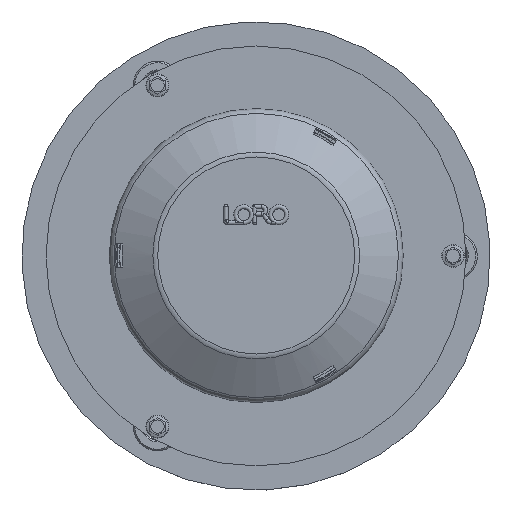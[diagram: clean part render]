
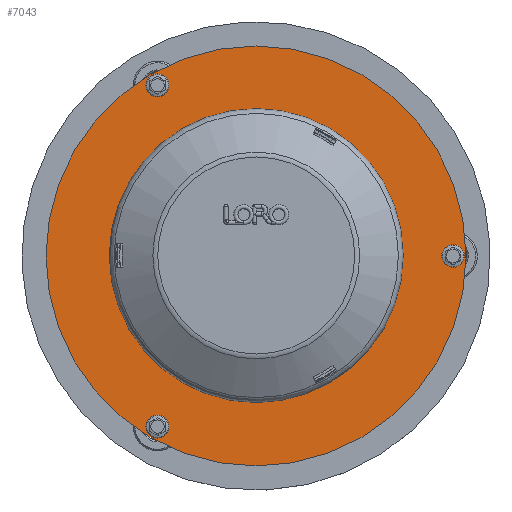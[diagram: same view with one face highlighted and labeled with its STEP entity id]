
A CAD part, top view. The second image highlights one B-rep face of the part: STEP entity #7043.
In plain terms, the highlighted planar face has unit normal (0, 0, 1).
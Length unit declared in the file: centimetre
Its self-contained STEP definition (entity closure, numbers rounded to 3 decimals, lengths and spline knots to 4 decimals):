
#161=FACE_BOUND('',#1202,.T.);
#162=FACE_BOUND('',#1203,.T.);
#163=FACE_BOUND('',#1204,.T.);
#164=FACE_BOUND('',#1205,.T.);
#337=PLANE('',#9099);
#736=FACE_OUTER_BOUND('',#1201,.T.);
#1201=EDGE_LOOP('',(#4617));
#1202=EDGE_LOOP('',(#4618));
#1203=EDGE_LOOP('',(#4619));
#1204=EDGE_LOOP('',(#4620));
#1205=EDGE_LOOP('',(#4621));
#1807=CIRCLE('',#9100,130.);
#1808=CIRCLE('',#9101,84.5);
#1809=CIRCLE('',#9102,4.);
#1810=CIRCLE('',#9103,4.);
#1811=CIRCLE('',#9104,4.);
#2311=VERTEX_POINT('',#12926);
#2312=VERTEX_POINT('',#12928);
#2313=VERTEX_POINT('',#12930);
#2314=VERTEX_POINT('',#12932);
#2315=VERTEX_POINT('',#12934);
#3210=EDGE_CURVE('',#2311,#2311,#1807,.T.);
#3211=EDGE_CURVE('',#2312,#2312,#1808,.T.);
#3212=EDGE_CURVE('',#2313,#2313,#1809,.T.);
#3213=EDGE_CURVE('',#2314,#2314,#1810,.T.);
#3214=EDGE_CURVE('',#2315,#2315,#1811,.T.);
#4617=ORIENTED_EDGE('',*,*,#3210,.T.);
#4618=ORIENTED_EDGE('',*,*,#3211,.F.);
#4619=ORIENTED_EDGE('',*,*,#3212,.T.);
#4620=ORIENTED_EDGE('',*,*,#3213,.T.);
#4621=ORIENTED_EDGE('',*,*,#3214,.T.);
#7043=ADVANCED_FACE('',(#736,#161,#162,#163,#164),#337,.T.);
#9099=AXIS2_PLACEMENT_3D('',#12925,#10213,#10214);
#9100=AXIS2_PLACEMENT_3D('',#12927,#10215,#10216);
#9101=AXIS2_PLACEMENT_3D('',#12929,#10217,#10218);
#9102=AXIS2_PLACEMENT_3D('',#12931,#10219,#10220);
#9103=AXIS2_PLACEMENT_3D('',#12933,#10221,#10222);
#9104=AXIS2_PLACEMENT_3D('',#12935,#10223,#10224);
#10213=DIRECTION('center_axis',(0.,0.,
1.));
#10214=DIRECTION('ref_axis',(1.,0.,0.));
#10215=DIRECTION('center_axis',(0.,0.,
1.));
#10216=DIRECTION('ref_axis',(0.,1.,0.));
#10217=DIRECTION('center_axis',(0.,0.,1.));
#10218=DIRECTION('ref_axis',(0.,-1.,0.));
#10219=DIRECTION('center_axis',(0.,0.,
-1.));
#10220=DIRECTION('ref_axis',(0.,-1.,0.));
#10221=DIRECTION('center_axis',(0.,0.,
-1.));
#10222=DIRECTION('ref_axis',(0.,1.,0.));
#10223=DIRECTION('center_axis',(0.,0.,
-1.));
#10224=DIRECTION('ref_axis',(0.,1.,0.));
#12925=CARTESIAN_POINT('Origin',(0.,0.,
25.5));
#12926=CARTESIAN_POINT('',(0.,-130.,25.5));
#12927=CARTESIAN_POINT('Origin',(0.,0.,
25.5));
#12928=CARTESIAN_POINT('',(0.,84.5,25.5));
#12929=CARTESIAN_POINT('Origin',(0.,0.,
25.5));
#12930=CARTESIAN_POINT('',(-61.,-101.6551,25.5));
#12931=CARTESIAN_POINT('Origin',(-61.,-105.6551,25.5));
#12932=CARTESIAN_POINT('',(122.,-4.,25.5));
#12933=CARTESIAN_POINT('Origin',(122.,0.,25.5));
#12934=CARTESIAN_POINT('',(-61.,101.6551,25.5));
#12935=CARTESIAN_POINT('Origin',(-61.,105.6551,25.5));
